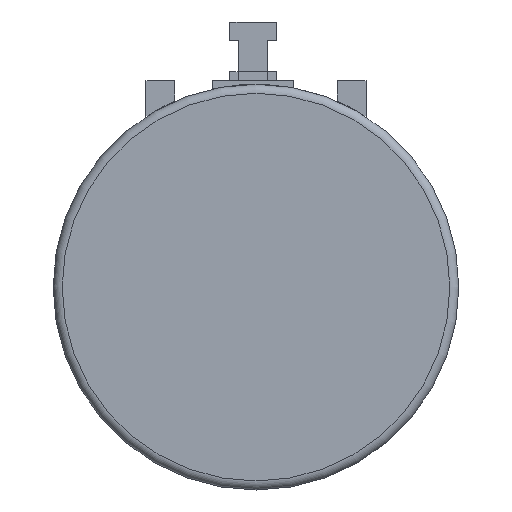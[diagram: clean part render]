
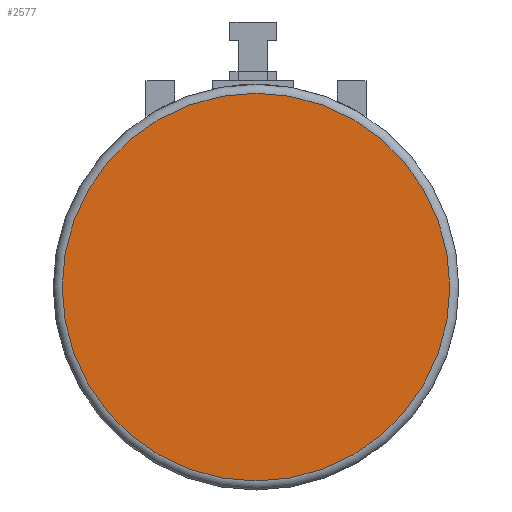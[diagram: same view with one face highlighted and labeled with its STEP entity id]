
A CAD part, left-side view. The second image highlights one B-rep face of the part: STEP entity #2577.
In plain terms, the highlighted planar face has unit normal (-1, 0, 0).
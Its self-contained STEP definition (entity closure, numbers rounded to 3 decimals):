
#91=CIRCLE('',#2777,10.75);
#191=FACE_OUTER_BOUND('',#360,.T.);
#360=EDGE_LOOP('',(#1742));
#1099=VERTEX_POINT('',#3728);
#1347=EDGE_CURVE('',#1099,#1099,#91,.T.);
#1742=ORIENTED_EDGE('',*,*,#1347,.F.);
#2442=PLANE('',#2786);
#2577=ADVANCED_FACE('',(#191),#2442,.T.);
#2777=AXIS2_PLACEMENT_3D('',#3729,#3014,#3015);
#2786=AXIS2_PLACEMENT_3D('',#3753,#3037,#3038);
#3014=DIRECTION('center_axis',(1.,0.,0.));
#3015=DIRECTION('ref_axis',(0.,0.,-1.));
#3037=DIRECTION('center_axis',(-1.,0.,0.));
#3038=DIRECTION('ref_axis',(0.,0.,1.));
#3728=CARTESIAN_POINT('',(0.,0.,-10.75));
#3729=CARTESIAN_POINT('Origin',(0.,0.,0.));
#3753=CARTESIAN_POINT('Origin',(0.,0.,0.));
